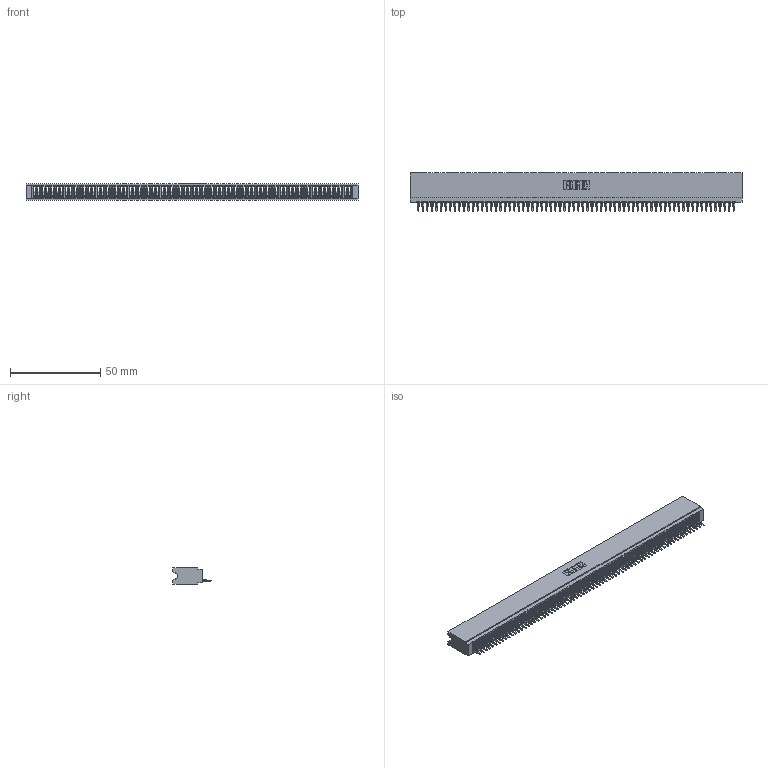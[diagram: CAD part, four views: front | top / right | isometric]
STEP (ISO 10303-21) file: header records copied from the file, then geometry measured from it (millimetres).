
FILE_DESCRIPTION (( 'STEP AP203' ), '1' );
FILE_NAME ('745-070-525-106.STEP', '2026-02-26T13:53:17', ( '' ), ( '' ), 'SwSTEP 2.0', 'SolidWorks 2023', '' );
FILE_SCHEMA (( 'CONFIG_CONTROL_DESIGN' ));
Length unit declared in the file: millimetre
Products named in the file (3): 745-292-001_525; 745 Part_Insulator Option - 06; 745-070-525-106
Assembly tree (71 placements, depth 2):
  745-070-525-106
    745 Part_Insulator Option - 06
    745-292-001_525  x70
Bounding box: 184.4 x 21.22 x 8.89 mm (x, y, z)
Volume: 15710.1 mm3; surface area: 29706 mm2
Topology: 71 solids, 71 shells, 7936 faces, 21820 edges, 13752 vertices
Faces by surface type: plane 4746, bspline 1400, cylinder 1370, torus 420
Entity records: 111804 total; most frequent: CARTESIAN_POINT 20204, ORIENTED_EDGE 19766, DIRECTION 17103, EDGE_CURVE 9883, LINE 9281, VECTOR 9281, VERTEX_POINT 6300, AXIS2_PLACEMENT_3D 3911
